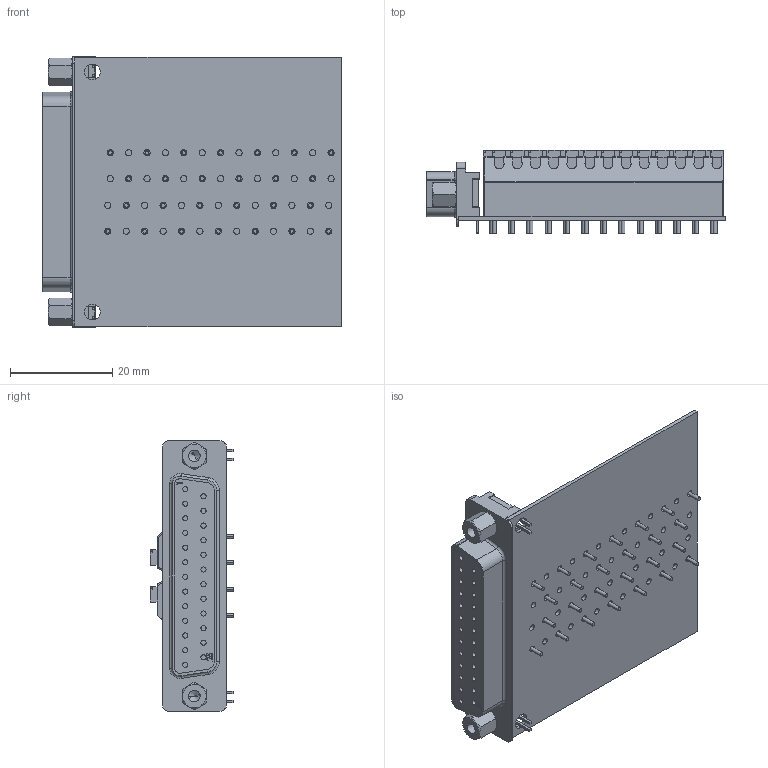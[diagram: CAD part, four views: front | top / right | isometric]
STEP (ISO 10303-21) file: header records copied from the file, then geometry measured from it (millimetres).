
FILE_DESCRIPTION (( 'STEP AP203' ), '1' );
FILE_NAME ('DGS25FT.STEP', '2011-04-26T14:48:57', ( 'x' ), ( 'Microsoft' ), 'SwSTEP 2.0', 'SolidWorks 2010', '' );
FILE_SCHEMA (( 'CONFIG_CONTROL_DESIGN' ));
Products named in the file (5): DGS25FT-MA2; DGS25FT; DGS25FT-MA1_PANDUIT PCB; 25POS-DSUBpcb90deg; DGS9FT-MA4
Assembly tree (6 placements, depth 2):
  DGS25FT
    25POS-DSUBpcb90deg
    DGS9FT-MA4  x2
    DGS25FT-MA2  x2
    DGS25FT-MA1_PANDUIT PCB
Bounding box: 58.57 x 16.43 x 53.04 mm (x, y, z)
Volume: 17841.5 mm3; surface area: 14617.8 mm2
Topology: 6 solids, 6 shells, 1476 faces, 3855 edges, 2522 vertices
Faces by surface type: plane 781, cylinder 388, bspline 235, cone 48, sphere 18, torus 6
Entity records: 57225 total; most frequent: CARTESIAN_POINT 29251, ORIENTED_EDGE 6026, DIRECTION 4921, EDGE_CURVE 3013, VERTEX_POINT 1986, VECTOR 1941, LINE 1941, AXIS2_PLACEMENT_3D 1490
